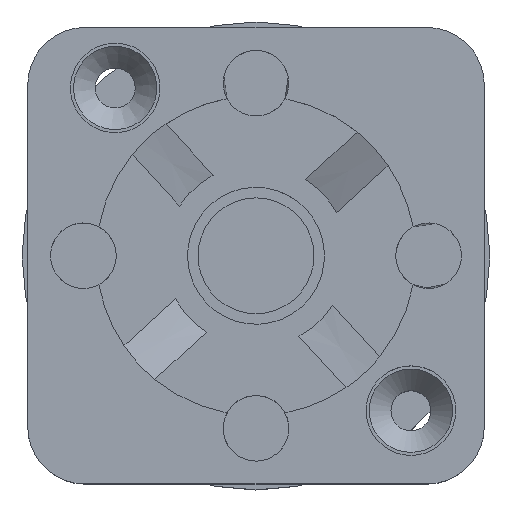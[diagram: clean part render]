
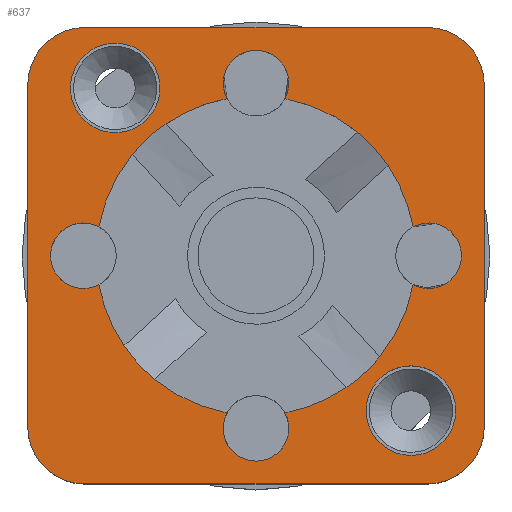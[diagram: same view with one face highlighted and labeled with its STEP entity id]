
A CAD part, top view. The second image highlights one B-rep face of the part: STEP entity #637.
In plain terms, the highlighted planar face has unit normal (0, 0, 1).
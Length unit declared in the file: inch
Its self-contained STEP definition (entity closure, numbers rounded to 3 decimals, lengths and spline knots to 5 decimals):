
#172=CARTESIAN_POINT('',(-0.62396,0.38996,0.37402));
#173=VERTEX_POINT('',#172);
#174=CARTESIAN_POINT('',(-0.63745,0.23602,0.37402));
#175=DIRECTION('',(0.0,0.0,-1.0));
#176=DIRECTION('',(0.087,0.996,0.0));
#177=AXIS2_PLACEMENT_3D('',#174,#175,#176);
#178=CIRCLE('',#177,0.15453);
#179=EDGE_CURVE('',#173,#173,#178,.T.);
#323=CARTESIAN_POINT('',(0.53726,-0.8775,0.37402));
#324=VERTEX_POINT('',#323);
#325=CARTESIAN_POINT('',(0.38274,-0.8775,0.37402));
#326=DIRECTION('',(0.0,0.0,-1.0));
#327=DIRECTION('',(1.0,0.0,0.0));
#328=AXIS2_PLACEMENT_3D('',#325,#326,#327);
#329=CIRCLE('',#328,0.15453);
#330=EDGE_CURVE('',#324,#324,#329,.T.);
#365=CARTESIAN_POINT('',(-0.05191,-0.88512,0.37402));
#366=VERTEX_POINT('',#365);
#382=CARTESIAN_POINT('',(-0.25151,-0.88512,0.37402));
#383=VERTEX_POINT('',#382);
#390=CARTESIAN_POINT('',(-0.15171,-0.93852,0.37402));
#391=DIRECTION('',(0.0,0.0,-1.0));
#392=DIRECTION('',(1.0,0.0,0.0));
#393=AXIS2_PLACEMENT_3D('',#390,#391,#392);
#394=CIRCLE('',#393,0.11319);
#395=EDGE_CURVE('',#366,#383,#394,.T.);
#420=CARTESIAN_POINT('',(-0.15171,-0.34305,0.37402));
#421=DIRECTION('',(0.0,0.0,1.0));
#422=DIRECTION('',(1.0,0.0,0.0));
#423=AXIS2_PLACEMENT_3D('',#420,#421,#422);
#424=PLANE('',#423);
#425=CARTESIAN_POINT('',(-0.74226,0.44435,0.37402));
#426=VERTEX_POINT('',#425);
#427=CARTESIAN_POINT('',(0.43884,0.44435,0.37402));
#428=VERTEX_POINT('',#427);
#429=CARTESIAN_POINT('',(-0.74226,0.44435,0.37402));
#430=DIRECTION('',(1.0,0.0,0.0));
#431=VECTOR('',#430,1.1811);
#432=LINE('',#429,#431);
#433=EDGE_CURVE('',#426,#428,#432,.T.);
#434=ORIENTED_EDGE('',*,*,#433,.F.);
#435=CARTESIAN_POINT('',(-0.93911,0.2475,0.37402));
#436=VERTEX_POINT('',#435);
#437=CARTESIAN_POINT('',(-0.74226,0.2475,0.37402));
#438=DIRECTION('',(0.0,0.0,-1.0));
#439=DIRECTION('',(0.0,1.0,0.0));
#440=AXIS2_PLACEMENT_3D('',#437,#438,#439);
#441=CIRCLE('',#440,0.19685);
#442=EDGE_CURVE('',#436,#426,#441,.T.);
#443=ORIENTED_EDGE('',*,*,#442,.F.);
#444=CARTESIAN_POINT('',(-0.93911,-0.9336,0.37402));
#445=VERTEX_POINT('',#444);
#446=CARTESIAN_POINT('',(-0.93911,-0.9336,0.37402));
#447=DIRECTION('',(0.0,1.0,0.0));
#448=VECTOR('',#447,1.1811);
#449=LINE('',#446,#448);
#450=EDGE_CURVE('',#445,#436,#449,.T.);
#451=ORIENTED_EDGE('',*,*,#450,.F.);
#452=CARTESIAN_POINT('',(-0.74226,-1.13045,0.37402));
#453=VERTEX_POINT('',#452);
#454=CARTESIAN_POINT('',(-0.74226,-0.9336,0.37402));
#455=DIRECTION('',(0.0,0.0,-1.0));
#456=DIRECTION('',(-1.0,0.0,0.0));
#457=AXIS2_PLACEMENT_3D('',#454,#455,#456);
#458=CIRCLE('',#457,0.19685);
#459=EDGE_CURVE('',#453,#445,#458,.T.);
#460=ORIENTED_EDGE('',*,*,#459,.F.);
#461=CARTESIAN_POINT('',(0.43884,-1.13045,0.37402));
#462=VERTEX_POINT('',#461);
#463=CARTESIAN_POINT('',(0.43884,-1.13045,0.37402));
#464=DIRECTION('',(-1.0,0.0,0.0));
#465=VECTOR('',#464,1.1811);
#466=LINE('',#463,#465);
#467=EDGE_CURVE('',#462,#453,#466,.T.);
#468=ORIENTED_EDGE('',*,*,#467,.F.);
#469=CARTESIAN_POINT('',(0.63569,-0.9336,0.37402));
#470=VERTEX_POINT('',#469);
#471=CARTESIAN_POINT('',(0.43884,-0.9336,0.37402));
#472=DIRECTION('',(0.0,0.0,-1.0));
#473=DIRECTION('',(0.0,-1.0,0.0));
#474=AXIS2_PLACEMENT_3D('',#471,#472,#473);
#475=CIRCLE('',#474,0.19685);
#476=EDGE_CURVE('',#470,#462,#475,.T.);
#477=ORIENTED_EDGE('',*,*,#476,.F.);
#478=CARTESIAN_POINT('',(0.63569,0.2475,0.37402));
#479=VERTEX_POINT('',#478);
#480=CARTESIAN_POINT('',(0.63569,0.2475,0.37402));
#481=DIRECTION('',(0.0,-1.0,0.0));
#482=VECTOR('',#481,1.1811);
#483=LINE('',#480,#482);
#484=EDGE_CURVE('',#479,#470,#483,.T.);
#485=ORIENTED_EDGE('',*,*,#484,.F.);
#486=CARTESIAN_POINT('',(0.43884,0.2475,0.37402));
#487=DIRECTION('',(0.0,0.0,-1.0));
#488=DIRECTION('',(1.0,0.0,0.0));
#489=AXIS2_PLACEMENT_3D('',#486,#487,#488);
#490=CIRCLE('',#489,0.19685);
#491=EDGE_CURVE('',#428,#479,#490,.T.);
#492=ORIENTED_EDGE('',*,*,#491,.F.);
#493=EDGE_LOOP('',(#434,#443,#451,#460,#468,#477,#485,#492));
#494=FACE_OUTER_BOUND('',#493,.T.);
#495=ORIENTED_EDGE('',*,*,#179,.T.);
#496=EDGE_LOOP('',(#495));
#497=FACE_BOUND('',#496,.T.);
#498=ORIENTED_EDGE('',*,*,#330,.T.);
#499=EDGE_LOOP('',(#498));
#500=FACE_BOUND('',#499,.T.);
#501=ORIENTED_EDGE('',*,*,#395,.T.);
#502=CARTESIAN_POINT('',(-0.50076,-0.76963,0.37402));
#503=VERTEX_POINT('',#502);
#504=CARTESIAN_POINT('',(-0.15171,-0.34305,0.37402));
#505=DIRECTION('',(0.0,0.0,-1.0));
#506=DIRECTION('',(0.0,1.0,0.0));
#507=AXIS2_PLACEMENT_3D('',#504,#505,#506);
#508=CIRCLE('',#507,0.55118);
#509=EDGE_CURVE('',#383,#503,#508,.T.);
#510=ORIENTED_EDGE('',*,*,#509,.T.);
#511=CARTESIAN_POINT('',(-0.60714,-0.65351,0.37402));
#512=VERTEX_POINT('',#511);
#513=CARTESIAN_POINT('',(-0.15171,-0.34305,0.37402));
#514=DIRECTION('',(0.0,0.0,-1.0));
#515=DIRECTION('',(0.0,1.0,0.0));
#516=AXIS2_PLACEMENT_3D('',#513,#514,#515);
#517=CIRCLE('',#516,0.55118);
#518=EDGE_CURVE('',#503,#512,#517,.T.);
#519=ORIENTED_EDGE('',*,*,#518,.T.);
#520=CARTESIAN_POINT('',(-0.69378,-0.44285,0.37402));
#521=VERTEX_POINT('',#520);
#522=CARTESIAN_POINT('',(-0.15171,-0.34305,0.37402));
#523=DIRECTION('',(0.0,0.0,-1.0));
#524=DIRECTION('',(0.0,1.0,0.0));
#525=AXIS2_PLACEMENT_3D('',#522,#523,#524);
#526=CIRCLE('',#525,0.55118);
#527=EDGE_CURVE('',#512,#521,#526,.T.);
#528=ORIENTED_EDGE('',*,*,#527,.T.);
#529=CARTESIAN_POINT('',(-0.69378,-0.24325,0.37402));
#530=VERTEX_POINT('',#529);
#531=CARTESIAN_POINT('',(-0.74718,-0.34305,0.37402));
#532=DIRECTION('',(0.0,0.0,-1.0));
#533=DIRECTION('',(-1.0,0.0,0.0));
#534=AXIS2_PLACEMENT_3D('',#531,#532,#533);
#535=CIRCLE('',#534,0.11319);
#536=EDGE_CURVE('',#521,#530,#535,.T.);
#537=ORIENTED_EDGE('',*,*,#536,.T.);
#538=CARTESIAN_POINT('',(-0.57829,0.00599,0.37402));
#539=VERTEX_POINT('',#538);
#540=CARTESIAN_POINT('',(-0.15171,-0.34305,0.37402));
#541=DIRECTION('',(0.0,0.0,-1.0));
#542=DIRECTION('',(0.0,1.0,0.0));
#543=AXIS2_PLACEMENT_3D('',#540,#541,#542);
#544=CIRCLE('',#543,0.55118);
#545=EDGE_CURVE('',#530,#539,#544,.T.);
#546=ORIENTED_EDGE('',*,*,#545,.T.);
#547=CARTESIAN_POINT('',(-0.46217,0.11237,0.37402));
#548=VERTEX_POINT('',#547);
#549=CARTESIAN_POINT('',(-0.15171,-0.34305,0.37402));
#550=DIRECTION('',(0.0,0.0,-1.0));
#551=DIRECTION('',(0.0,1.0,0.0));
#552=AXIS2_PLACEMENT_3D('',#549,#550,#551);
#553=CIRCLE('',#552,0.55118);
#554=EDGE_CURVE('',#539,#548,#553,.T.);
#555=ORIENTED_EDGE('',*,*,#554,.T.);
#556=CARTESIAN_POINT('',(-0.25151,0.19902,0.37402));
#557=VERTEX_POINT('',#556);
#558=CARTESIAN_POINT('',(-0.15171,-0.34305,0.37402));
#559=DIRECTION('',(0.0,0.0,-1.0));
#560=DIRECTION('',(0.0,1.0,0.0));
#561=AXIS2_PLACEMENT_3D('',#558,#559,#560);
#562=CIRCLE('',#561,0.55118);
#563=EDGE_CURVE('',#548,#557,#562,.T.);
#564=ORIENTED_EDGE('',*,*,#563,.T.);
#565=CARTESIAN_POINT('',(-0.05191,0.19902,0.37402));
#566=VERTEX_POINT('',#565);
#567=CARTESIAN_POINT('',(-0.15171,0.25242,0.37402));
#568=DIRECTION('',(0.0,0.0,-1.0));
#569=DIRECTION('',(1.0,0.0,0.0));
#570=AXIS2_PLACEMENT_3D('',#567,#568,#569);
#571=CIRCLE('',#570,0.11319);
#572=EDGE_CURVE('',#557,#566,#571,.T.);
#573=ORIENTED_EDGE('',*,*,#572,.T.);
#574=CARTESIAN_POINT('',(0.19733,0.08353,0.37402));
#575=VERTEX_POINT('',#574);
#576=CARTESIAN_POINT('',(-0.15171,-0.34305,0.37402));
#577=DIRECTION('',(0.0,0.0,-1.0));
#578=DIRECTION('',(0.0,1.0,0.0));
#579=AXIS2_PLACEMENT_3D('',#576,#577,#578);
#580=CIRCLE('',#579,0.55118);
#581=EDGE_CURVE('',#566,#575,#580,.T.);
#582=ORIENTED_EDGE('',*,*,#581,.T.);
#583=CARTESIAN_POINT('',(0.30371,-0.03259,0.37402));
#584=VERTEX_POINT('',#583);
#585=CARTESIAN_POINT('',(-0.15171,-0.34305,0.37402));
#586=DIRECTION('',(0.0,0.0,-1.0));
#587=DIRECTION('',(0.0,1.0,0.0));
#588=AXIS2_PLACEMENT_3D('',#585,#586,#587);
#589=CIRCLE('',#588,0.55118);
#590=EDGE_CURVE('',#575,#584,#589,.T.);
#591=ORIENTED_EDGE('',*,*,#590,.T.);
#592=CARTESIAN_POINT('',(0.39036,-0.24325,0.37402));
#593=VERTEX_POINT('',#592);
#594=CARTESIAN_POINT('',(-0.15171,-0.34305,0.37402));
#595=DIRECTION('',(0.0,0.0,-1.0));
#596=DIRECTION('',(0.0,1.0,0.0));
#597=AXIS2_PLACEMENT_3D('',#594,#595,#596);
#598=CIRCLE('',#597,0.55118);
#599=EDGE_CURVE('',#584,#593,#598,.T.);
#600=ORIENTED_EDGE('',*,*,#599,.T.);
#601=CARTESIAN_POINT('',(0.39036,-0.44285,0.37402));
#602=VERTEX_POINT('',#601);
#603=CARTESIAN_POINT('',(0.44376,-0.34305,0.37402));
#604=DIRECTION('',(0.0,0.0,-1.0));
#605=DIRECTION('',(1.0,0.0,0.0));
#606=AXIS2_PLACEMENT_3D('',#603,#604,#605);
#607=CIRCLE('',#606,0.11319);
#608=EDGE_CURVE('',#593,#602,#607,.T.);
#609=ORIENTED_EDGE('',*,*,#608,.T.);
#610=CARTESIAN_POINT('',(0.27487,-0.6921,0.37402));
#611=VERTEX_POINT('',#610);
#612=CARTESIAN_POINT('',(-0.15171,-0.34305,0.37402));
#613=DIRECTION('',(0.0,0.0,-1.0));
#614=DIRECTION('',(0.0,1.0,0.0));
#615=AXIS2_PLACEMENT_3D('',#612,#613,#614);
#616=CIRCLE('',#615,0.55118);
#617=EDGE_CURVE('',#602,#611,#616,.T.);
#618=ORIENTED_EDGE('',*,*,#617,.T.);
#619=CARTESIAN_POINT('',(0.15875,-0.79848,0.37402));
#620=VERTEX_POINT('',#619);
#621=CARTESIAN_POINT('',(-0.15171,-0.34305,0.37402));
#622=DIRECTION('',(0.0,0.0,-1.0));
#623=DIRECTION('',(0.0,1.0,0.0));
#624=AXIS2_PLACEMENT_3D('',#621,#622,#623);
#625=CIRCLE('',#624,0.55118);
#626=EDGE_CURVE('',#611,#620,#625,.T.);
#627=ORIENTED_EDGE('',*,*,#626,.T.);
#628=CARTESIAN_POINT('',(-0.15171,-0.34305,0.37402));
#629=DIRECTION('',(0.0,0.0,-1.0));
#630=DIRECTION('',(0.0,1.0,0.0));
#631=AXIS2_PLACEMENT_3D('',#628,#629,#630);
#632=CIRCLE('',#631,0.55118);
#633=EDGE_CURVE('',#620,#366,#632,.T.);
#634=ORIENTED_EDGE('',*,*,#633,.T.);
#635=EDGE_LOOP('',(#501,#510,#519,#528,#537,#546,#555,#564,#573,#582,#591,#600,#609,#618,#627,#634));
#636=FACE_BOUND('',#635,.T.);
#637=ADVANCED_FACE('',(#494,#497,#500,#636),#424,.T.);
